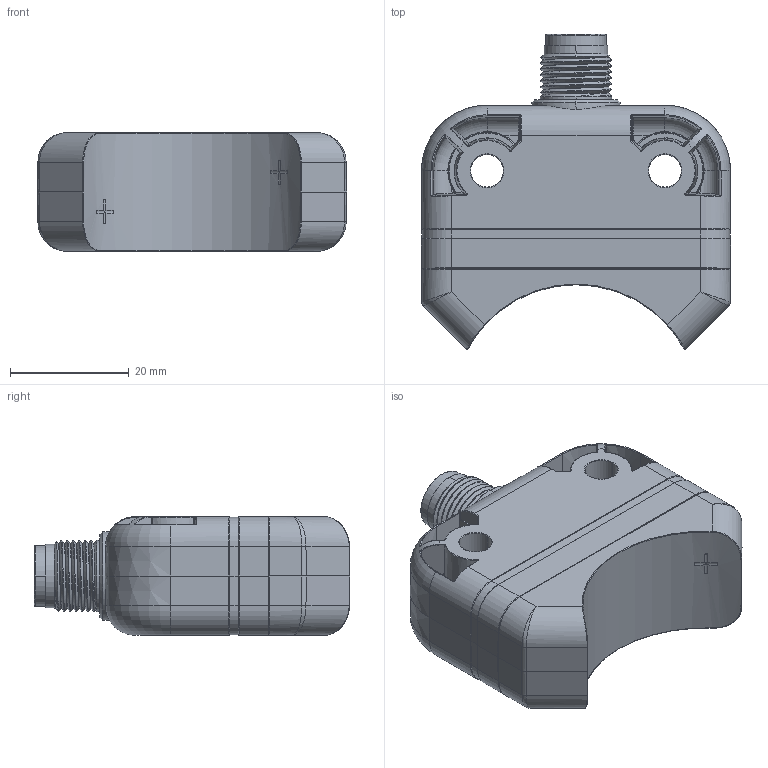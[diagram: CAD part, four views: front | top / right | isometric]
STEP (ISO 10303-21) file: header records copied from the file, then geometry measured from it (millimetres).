
FILE_DESCRIPTION((''),'2;1');
FILE_NAME('DM_CAD-2344_SW0001','2016-07-26T',('creinig-se'),(''),'PRO/ENGINEER BY PARAMETRIC TECHNOLOGY CORPORATION, 2015440','PRO/ENGINEER BY PARAMETRIC TECHNOLOGY CORPORATION, 2015440','');
FILE_SCHEMA(('CONFIG_CONTROL_DESIGN'));
Length unit declared in the file: millimetre
Products named in the file (1): DM_CAD-2344_SW0001
Bounding box: 52.17 x 53.14 x 20 mm (x, y, z)
Volume: 30527.4 mm3; surface area: 9948.8 mm2
Topology: 1 solids, 1 shells, 597 faces, 1447 edges, 823 vertices
Faces by surface type: cylinder 190, torus 116, bspline 113, plane 92, sphere 52, cone 32, extrusion 2
Entity records: 38383 total; most frequent: CARTESIAN_POINT 20923, ORIENTED_EDGE 2820, DIRECTION 2501, EDGE_CURVE 1410, AXIS2_PLACEMENT_3D 1067, VERTEX_POINT 823, FILL_AREA_STYLE_COLOUR 680, FILL_AREA_STYLE 680
